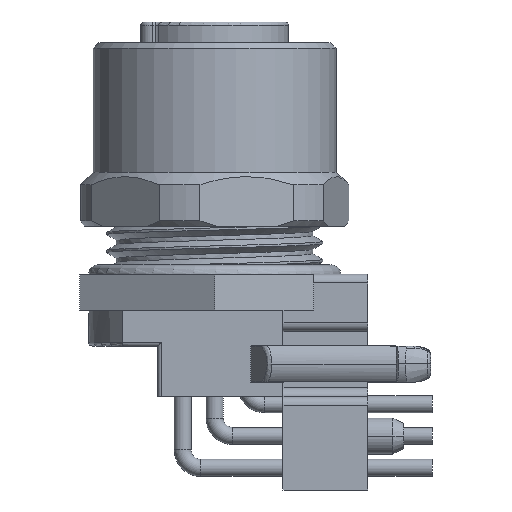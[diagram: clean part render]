
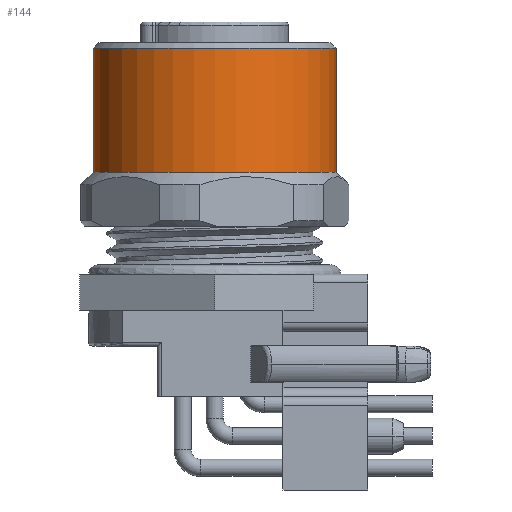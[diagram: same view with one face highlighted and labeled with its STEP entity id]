
A CAD part, left-side view. The second image highlights one B-rep face of the part: STEP entity #144.
In plain terms, the highlighted cylindrical face has radius 6.75 mm (diameter 13.5 mm), a partial arc.
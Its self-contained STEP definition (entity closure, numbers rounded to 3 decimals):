
#144=ADVANCED_FACE('',(#723),#724,.T.);
#723=FACE_OUTER_BOUND('',#1693,.T.);
#724=CYLINDRICAL_SURFACE('',#1694,6.75);
#1693=EDGE_LOOP('',(#4879,#4880,#4881,#4882));
#1694=AXIS2_PLACEMENT_3D('',#4883,#4884,#4885);
#4879=ORIENTED_EDGE('',*,*,#8217,.T.);
#4880=ORIENTED_EDGE('',*,*,#8214,.T.);
#4881=ORIENTED_EDGE('',*,*,#8210,.F.);
#4882=ORIENTED_EDGE('',*,*,#8216,.F.);
#4883=CARTESIAN_POINT('',(0.0,0.0,-0.642));
#4884=DIRECTION('',(-0.0,0.0,1.0));
#4885=DIRECTION('',(0.0,-1.0,0.0));
#8210=EDGE_CURVE('',#9626,#9627,#9628,.T.);
#8214=EDGE_CURVE('',#9632,#9627,#9633,.T.);
#8216=EDGE_CURVE('',#9634,#9626,#9636,.T.);
#8217=EDGE_CURVE('',#9634,#9632,#9637,.T.);
#9626=VERTEX_POINT('',#12139);
#9627=VERTEX_POINT('',#12140);
#9628=CIRCLE('',#12141,6.75);
#9632=VERTEX_POINT('',#12147);
#9633=LINE('',#12148,#12149);
#9634=VERTEX_POINT('',#12150);
#9636=LINE('',#12152,#12153);
#9637=CIRCLE('',#12154,6.75);
#12139=CARTESIAN_POINT('',(0.0,6.75,-1.452));
#12140=CARTESIAN_POINT('',(0.0,-6.75,-1.452));
#12141=AXIS2_PLACEMENT_3D('',#16288,#16289,#16290);
#12147=CARTESIAN_POINT('',(0.0,-6.75,-8.352));
#12148=CARTESIAN_POINT('',(0.0,-6.75,-8.352));
#12149=VECTOR('',#16296,6.9);
#12150=CARTESIAN_POINT('',(0.0,6.75,-8.352));
#12152=CARTESIAN_POINT('',(0.0,6.75,-8.352));
#12153=VECTOR('',#16300,6.9);
#12154=AXIS2_PLACEMENT_3D('',#16301,#16302,#16303);
#16288=CARTESIAN_POINT('',(0.0,0.0,-1.452));
#16289=DIRECTION('',(0.0,-0.0,1.0));
#16290=DIRECTION('',(0.0,1.0,0.0));
#16296=DIRECTION('',(0.0,0.0,1.0));
#16300=DIRECTION('',(0.0,0.0,1.0));
#16301=CARTESIAN_POINT('',(0.0,0.0,-8.352));
#16302=DIRECTION('',(0.0,-0.0,1.0));
#16303=DIRECTION('',(0.0,1.0,0.0));
